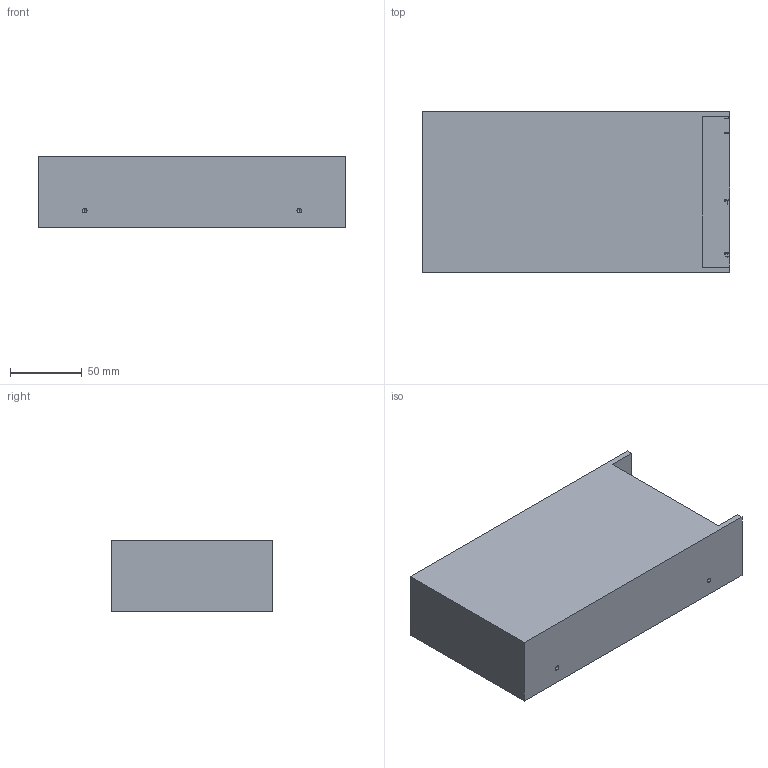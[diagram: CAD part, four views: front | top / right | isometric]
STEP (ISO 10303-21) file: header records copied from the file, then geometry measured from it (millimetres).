
FILE_DESCRIPTION (( 'STEP AP214' ), '1' );
FILE_NAME ('24V15A power supply.step', '2018-06-21T12:57:17', ( 'User' ), ( 'china' ), 'SwSTEP 2.0', 'SolidWorks 2016', '' );
FILE_SCHEMA (( 'AUTOMOTIVE_DESIGN' ));
Length unit declared in the file: millimetre
Products named in the file (1): 24V15A power supply
Bounding box: 215 x 113 x 50 mm (x, y, z)
Volume: 1174429.4 mm3; surface area: 82742.3 mm2
Topology: 1 solids, 1 shells, 125 faces, 326 edges, 214 vertices
Faces by surface type: plane 81, cylinder 20, bspline 20, cone 4
Entity records: 4550 total; most frequent: CARTESIAN_POINT 1514, ORIENTED_EDGE 644, DIRECTION 534, EDGE_CURVE 322, LINE 242, VECTOR 242, VERTEX_POINT 214, AXIS2_PLACEMENT_3D 146
